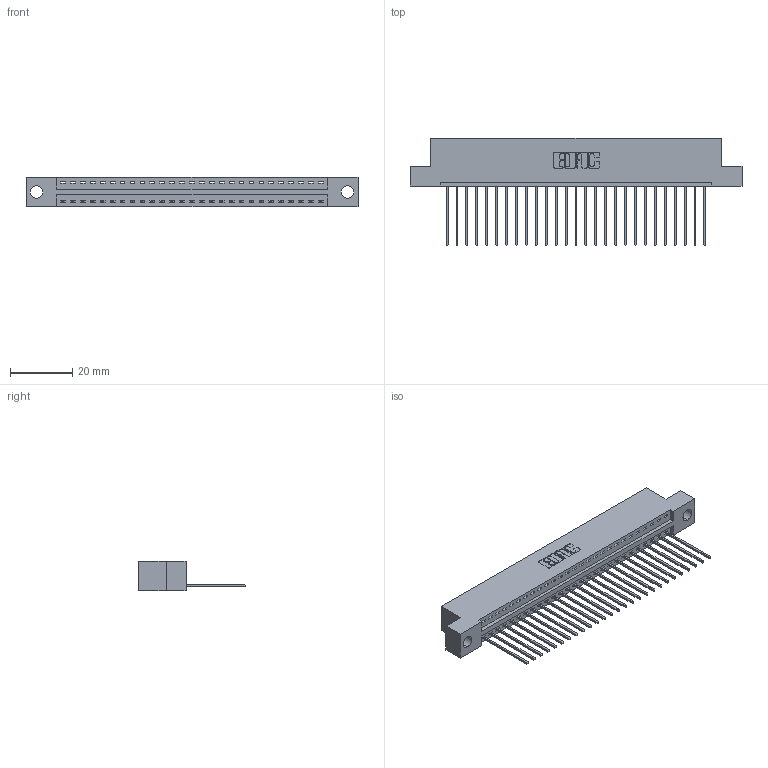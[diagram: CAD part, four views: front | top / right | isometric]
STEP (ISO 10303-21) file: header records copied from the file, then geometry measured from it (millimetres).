
FILE_DESCRIPTION (( 'STEP AP203' ), '1' );
FILE_NAME ('396-027-541-104.STEP', '2019-10-27T08:14:05', ( '' ), ( '' ), 'SwSTEP 2.0', 'SolidWorks 2016', '' );
FILE_SCHEMA (( 'CONFIG_CONTROL_DESIGN' ));
Length unit declared in the file: inch
Products named in the file (3): 396-027-541-104; 346 Part_Flush Mounting Lugs - 0.156 Dia-TH; 345-292-001_345-293-141
Assembly tree (28 placements, depth 2):
  396-027-541-104
    346 Part_Flush Mounting Lugs - 0.156 Dia-TH
    345-292-001_345-293-141  x27
Bounding box: 106.3 x 34.29 x 9.4 mm (x, y, z)
Volume: 10073.1 mm3; surface area: 12765.4 mm2
Topology: 28 solids, 28 shells, 1688 faces, 5081 edges, 3350 vertices
Faces by surface type: plane 1156, cylinder 532
Entity records: 18797 total; most frequent: CARTESIAN_POINT 3233, ORIENTED_EDGE 3194, DIRECTION 2871, EDGE_CURVE 1597, LINE 1357, VECTOR 1357, VERTEX_POINT 1062, AXIS2_PLACEMENT_3D 757
